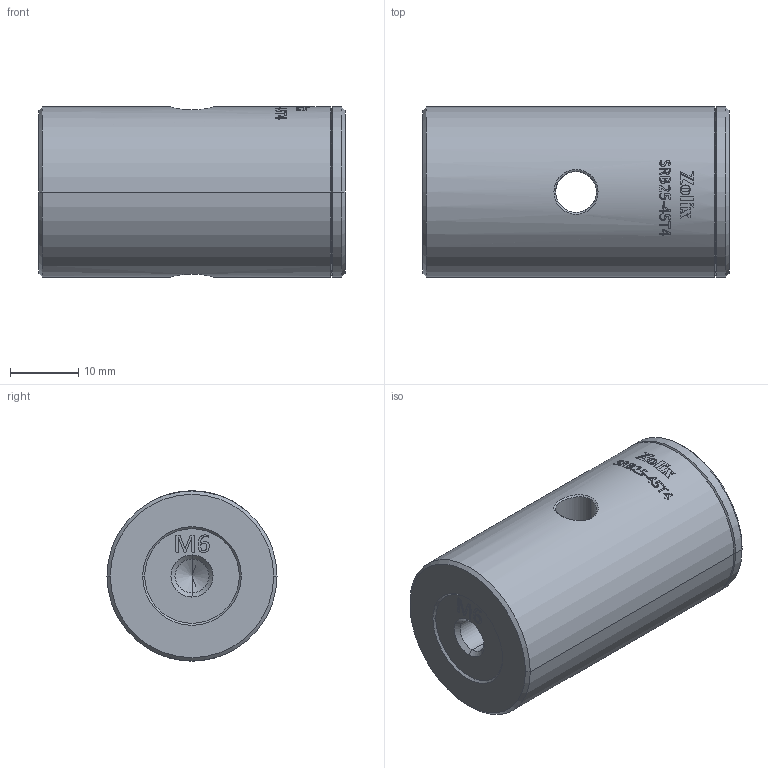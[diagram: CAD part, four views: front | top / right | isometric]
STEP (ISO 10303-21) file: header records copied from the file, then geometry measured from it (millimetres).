
FILE_DESCRIPTION (( 'STEP AP203' ), '1' );
FILE_NAME ('SRB25-45T4.STEP', '2025-07-11T03:28:37', ( '' ), ( '' ), 'SwSTEP 2.0', 'SolidWorks 2020', '' );
FILE_SCHEMA (( 'CONFIG_CONTROL_DESIGN' ));
Length unit declared in the file: millimetre
Products named in the file (1): SRB25-45T4
Bounding box: 45 x 25 x 25 mm (x, y, z)
Volume: 20923.1 mm3; surface area: 5224.8 mm2
Topology: 1 solids, 1 shells, 480 faces, 1305 edges, 856 vertices
Faces by surface type: bspline 294, plane 119, cylinder 39, cone 28
Entity records: 28170 total; most frequent: CARTESIAN_POINT 18518, ORIENTED_EDGE 2594, EDGE_CURVE 1297, DIRECTION 927, B_SPLINE_CURVE_WITH_KNOTS 882, VERTEX_POINT 856, EDGE_LOOP 519, ADVANCED_FACE 480
